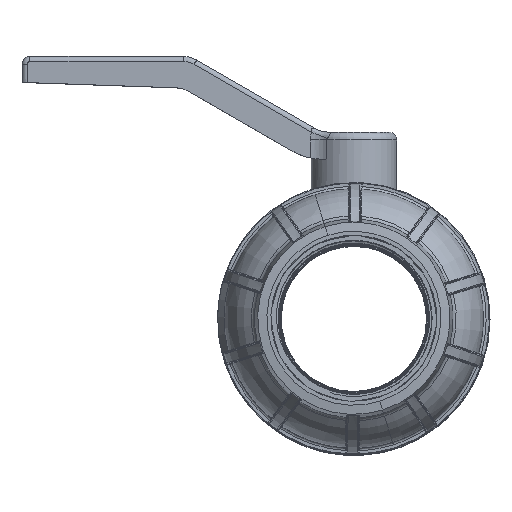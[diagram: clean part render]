
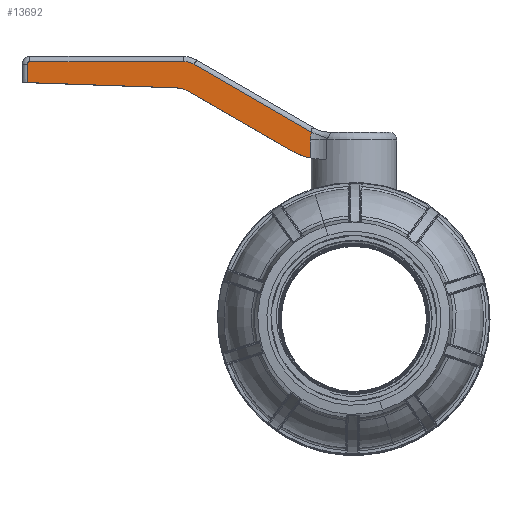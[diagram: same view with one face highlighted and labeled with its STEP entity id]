
A CAD part, top view. The second image highlights one B-rep face of the part: STEP entity #13692.
In plain terms, the highlighted planar face has unit normal (0, 0, 1).
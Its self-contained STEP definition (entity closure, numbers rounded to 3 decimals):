
#1473 = LINE ( 'NONE', #5490, #86419 ) ;
#1477 = LINE ( 'NONE', #5515, #86429 ) ;
#1479 = LINE ( 'NONE', #5535, #86440 ) ;
#1482 = LINE ( 'NONE', #5603, #86456 ) ;
#1486 = LINE ( 'NONE', #5714, #86472 ) ;
#1487 = LINE ( 'NONE', #5716, #86474 ) ;
#5490 = CARTESIAN_POINT ( 'NONE',  ( 41.287, 43.673, 11.5 ) ) ;
#5491 = DIRECTION ( 'NONE',  ( 0.866, -0.5, 0. ) ) ;
#5497 = CARTESIAN_POINT ( 'NONE',  ( -3.456, 57.959, 11.5 ) ) ;
#5498 = DIRECTION ( 'NONE',  ( 0., 0., -1. ) ) ;
#5499 = DIRECTION ( 'NONE',  ( 1., 0., 0. ) ) ;
#5515 = CARTESIAN_POINT ( 'NONE',  ( -60.69, 64.458, 11.5 ) ) ;
#5516 = DIRECTION ( 'NONE',  ( 0., -1., 0. ) ) ;
#5526 = CARTESIAN_POINT ( 'NONE',  ( -59.69, 77.033, 11.5 ) ) ;
#5527 = DIRECTION ( 'NONE',  ( 0., 0., 1. ) ) ;
#5528 = DIRECTION ( 'NONE',  ( -1., 0., 0. ) ) ;
#5535 = CARTESIAN_POINT ( 'NONE',  ( 53.287, 78.033, 11.5 ) ) ;
#5536 = DIRECTION ( 'NONE',  ( -1., 0., 0. ) ) ;
#5542 = CARTESIAN_POINT ( 'NONE',  ( -0.37, 70.033, 11.5 ) ) ;
#5543 = DIRECTION ( 'NONE',  ( 0., 0., 1. ) ) ;
#5544 = DIRECTION ( 'NONE',  ( -1., 0., 0. ) ) ;
#5603 = CARTESIAN_POINT ( 'NONE',  ( 46.287, 52.334, 11.5 ) ) ;
#5604 = DIRECTION ( 'NONE',  ( -0.866, 0.5, 0. ) ) ;
#5698 = CARTESIAN_POINT ( 'NONE',  ( 48.449, 47.854, 11.5 ) ) ;
#5699 = CARTESIAN_POINT ( 'NONE',  ( 48.449, 48.861, 11.5 ) ) ;
#5700 = CARTESIAN_POINT ( 'NONE',  ( 48.63, 49.835, 11.5 ) ) ;
#5701 = CARTESIAN_POINT ( 'NONE',  ( 48.98, 50.778, 11.5 ) ) ;
#5714 = CARTESIAN_POINT ( 'NONE',  ( 48.449, 47.854, 11.5 ) ) ;
#5715 = DIRECTION ( 'NONE',  ( 0., 1., 0. ) ) ;
#5716 = CARTESIAN_POINT ( 'NONE',  ( -62.69, 70.033, 11.5 ) ) ;
#5717 = DIRECTION ( 'NONE',  ( 0.999, -0.035, 0. ) ) ;
#5718 = CARTESIAN_POINT ( 'NONE',  ( 53.287, 64.458, 11.5 ) ) ;
#5719 = DIRECTION ( 'NONE',  ( 0., 0., 1. ) ) ;
#5720 = DIRECTION ( 'NONE',  ( -1., 0., 0. ) ) ;
#9264 = CARTESIAN_POINT ( 'NONE',  ( -59.69, 78.033, 11.5 ) ) ;
#13141 = VERTEX_POINT ( 'NONE', #43540 ) ;
#13192 = VERTEX_POINT ( 'NONE', #43591 ) ;
#13193 = VERTEX_POINT ( 'NONE', #43592 ) ;
#13214 = VERTEX_POINT ( 'NONE', #43613 ) ;
#13221 = VERTEX_POINT ( 'NONE', #43620 ) ;
#13230 = VERTEX_POINT ( 'NONE', #43629 ) ;
#13276 = VERTEX_POINT ( 'NONE', #44816 ) ;
#13300 = VERTEX_POINT ( 'NONE', #44840 ) ;
#13311 = VERTEX_POINT ( 'NONE', #44851 ) ;
#13370 = VERTEX_POINT ( 'NONE', #44910 ) ;
#13692 = ADVANCED_FACE ( 'NONE', ( #31285 ), #50161, .F. ) ;
#14823 = EDGE_CURVE ( 'NONE', #13276, #13311, #1473, .T. ) ;
#14826 = EDGE_CURVE ( 'NONE', #13214, #13276, #86422, .T. ) ;
#14832 = EDGE_CURVE ( 'NONE', #13230, #13141, #1477, .T. ) ;
#14836 = EDGE_CURVE ( 'NONE', #15230, #13230, #86432, .T. ) ;
#14839 = EDGE_CURVE ( 'NONE', #13221, #15230, #1479, .T. ) ;
#14842 = EDGE_CURVE ( 'NONE', #13300, #13221, #86442, .T. ) ;
#14851 = EDGE_CURVE ( 'NONE', #13370, #13300, #1482, .T. ) ;
#14869 = EDGE_CURVE ( 'NONE', #13192, #13370, #53561, .T. ) ;
#14871 = EDGE_CURVE ( 'NONE', #13193, #13192, #1486, .T. ) ;
#14872 = EDGE_CURVE ( 'NONE', #13141, #13214, #1487, .T. ) ;
#14873 = EDGE_CURVE ( 'NONE', #13311, #13193, #86468, .T. ) ;
#15230 = VERTEX_POINT ( 'NONE', #9264 ) ;
#15698 = ORIENTED_EDGE ( 'NONE', *, *, #14842, .T. ) ;
#15699 = ORIENTED_EDGE ( 'NONE', *, *, #14871, .T. ) ;
#15700 = ORIENTED_EDGE ( 'NONE', *, *, #14869, .T. ) ;
#15701 = ORIENTED_EDGE ( 'NONE', *, *, #14851, .T. ) ;
#15702 = ORIENTED_EDGE ( 'NONE', *, *, #14839, .T. ) ;
#15703 = ORIENTED_EDGE ( 'NONE', *, *, #14836, .T. ) ;
#15704 = ORIENTED_EDGE ( 'NONE', *, *, #14832, .T. ) ;
#15705 = ORIENTED_EDGE ( 'NONE', *, *, #14872, .T. ) ;
#15706 = ORIENTED_EDGE ( 'NONE', *, *, #14873, .T. ) ;
#15707 = ORIENTED_EDGE ( 'NONE', *, *, #14826, .T. ) ;
#15708 = ORIENTED_EDGE ( 'NONE', *, *, #14823, .T. ) ;
#28128 = EDGE_LOOP ( 'NONE', ( #15699, #15700, #15701, #15698, #15702, #15703, #15704, #15705, #15707, #15708, #15706 ) ) ;
#31285 = FACE_OUTER_BOUND ( 'NONE', #28128, .T. ) ;
#43540 = CARTESIAN_POINT ( 'NONE',  ( -60.69, 69.963, 11.5 ) ) ;
#43591 = CARTESIAN_POINT ( 'NONE',  ( 48.449, 47.854, 11.5 ) ) ;
#43592 = CARTESIAN_POINT ( 'NONE',  ( 48.449, 40.951, 11.5 ) ) ;
#43613 = CARTESIAN_POINT ( 'NONE',  ( -3.107, 67.953, 11.5 ) ) ;
#43620 = CARTESIAN_POINT ( 'NONE',  ( -0.37, 78.033, 11.5 ) ) ;
#43629 = CARTESIAN_POINT ( 'NONE',  ( -60.69, 77.033, 11.5 ) ) ;
#44816 = CARTESIAN_POINT ( 'NONE',  ( 1.544, 66.619, 11.5 ) ) ;
#44840 = CARTESIAN_POINT ( 'NONE',  ( 3.63, 76.961, 11.5 ) ) ;
#44851 = CARTESIAN_POINT ( 'NONE',  ( 41.287, 43.673, 11.5 ) ) ;
#44910 = CARTESIAN_POINT ( 'NONE',  ( 48.98, 50.778, 11.5 ) ) ;
#47959 = AXIS2_PLACEMENT_3D ( 'NONE', #50162, #50163, #50164 ) ;
#50161 = PLANE ( 'NONE',  #47959 ) ;
#50162 = CARTESIAN_POINT ( 'NONE',  ( 53.287, 64.458, 11.5 ) ) ;
#50163 = DIRECTION ( 'NONE',  ( 0., 0., -1. ) ) ;
#50164 = DIRECTION ( 'NONE',  ( -1., 0., 0. ) ) ;
#53561 = B_SPLINE_CURVE_WITH_KNOTS ( 'NONE', 3,
 ( #5698, #5699, #5700, #5701 ),
 .UNSPECIFIED., .F., .F.,
 ( 4, 4 ),
 ( 0., 0.003 ),
 .UNSPECIFIED. ) ;
#86419 = VECTOR ( 'NONE', #5491, 1000. ) ;
#86422 = CIRCLE ( 'NONE', #86423, 10. ) ;
#86423 = AXIS2_PLACEMENT_3D ( 'NONE', #5497, #5498, #5499 ) ;
#86429 = VECTOR ( 'NONE', #5516, 1000. ) ;
#86432 = CIRCLE ( 'NONE', #86434, 1. ) ;
#86434 = AXIS2_PLACEMENT_3D ( 'NONE', #5526, #5527, #5528 ) ;
#86440 = VECTOR ( 'NONE', #5536, 1000. ) ;
#86442 = CIRCLE ( 'NONE', #86444, 8. ) ;
#86444 = AXIS2_PLACEMENT_3D ( 'NONE', #5542, #5543, #5544 ) ;
#86456 = VECTOR ( 'NONE', #5604, 1000. ) ;
#86468 = CIRCLE ( 'NONE', #86475, 24. ) ;
#86472 = VECTOR ( 'NONE', #5715, 1000. ) ;
#86474 = VECTOR ( 'NONE', #5717, 1000. ) ;
#86475 = AXIS2_PLACEMENT_3D ( 'NONE', #5718, #5719, #5720 ) ;
